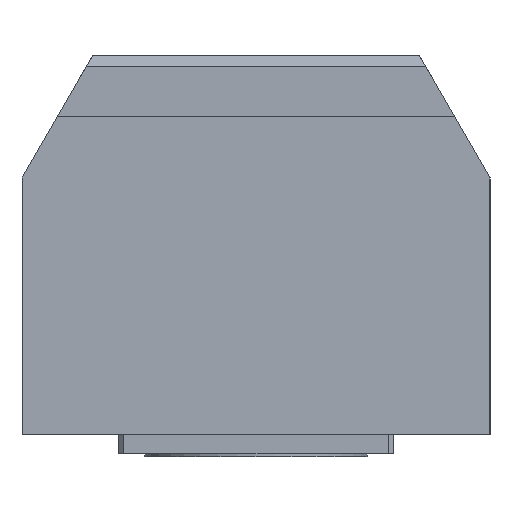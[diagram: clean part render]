
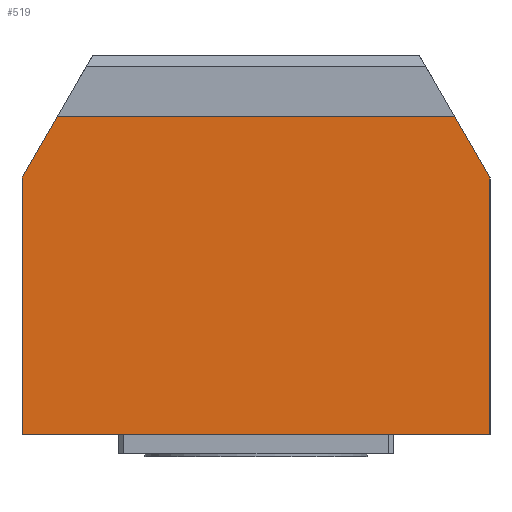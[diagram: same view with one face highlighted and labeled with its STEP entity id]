
A CAD part, left-side view. The second image highlights one B-rep face of the part: STEP entity #519.
In plain terms, the highlighted planar face has unit normal (-1, 0, 0).
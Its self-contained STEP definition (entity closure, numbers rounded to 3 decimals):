
#97=FACE_OUTER_BOUND('',#722,.T.);
#133=LINE('',#2174,#303);
#156=LINE('',#2398,#326);
#206=LINE('',#2499,#376);
#212=LINE('',#2510,#382);
#259=LINE('',#2605,#429);
#260=LINE('',#2607,#430);
#303=VECTOR('',#1746,1.);
#326=VECTOR('',#1863,1.);
#376=VECTOR('',#1943,1.);
#382=VECTOR('',#1955,1.);
#429=VECTOR('',#2032,1.);
#430=VECTOR('',#2033,1.);
#519=ADVANCED_FACE('',(#97),#590,.T.);
#590=PLANE('',#1679);
#722=EDGE_LOOP('',(#1045,#1046,#1047,#1048,#1049,#1050));
#1045=ORIENTED_EDGE('',*,*,#1375,.T.);
#1046=ORIENTED_EDGE('',*,*,#1479,.T.);
#1047=ORIENTED_EDGE('',*,*,#1480,.T.);
#1048=ORIENTED_EDGE('',*,*,#1432,.T.);
#1049=ORIENTED_EDGE('',*,*,#1426,.T.);
#1050=ORIENTED_EDGE('',*,*,#1325,.T.);
#1177=VERTEX_POINT('',#2157);
#1185=VERTEX_POINT('',#2173);
#1223=VERTEX_POINT('',#2397);
#1259=VERTEX_POINT('',#2497);
#1262=VERTEX_POINT('',#2511);
#1295=VERTEX_POINT('',#2606);
#1325=EDGE_CURVE('',#1177,#1185,#133,.T.);
#1375=EDGE_CURVE('',#1185,#1223,#156,.T.);
#1426=EDGE_CURVE('',#1259,#1177,#206,.T.);
#1432=EDGE_CURVE('',#1262,#1259,#212,.T.);
#1479=EDGE_CURVE('',#1223,#1295,#259,.T.);
#1480=EDGE_CURVE('',#1295,#1262,#260,.T.);
#1679=AXIS2_PLACEMENT_3D('',#2608,#2034,#2035);
#1746=DIRECTION('',(0.,0.,1.));
#1863=DIRECTION('',(0.,0.5,0.866));
#1943=DIRECTION('',(0.,-1.,0.));
#1955=DIRECTION('',(0.,0.,-1.));
#2032=DIRECTION('',(0.,1.,0.));
#2033=DIRECTION('',(0.,0.5,-0.866));
#2034=DIRECTION('',(-1.,0.,0.));
#2035=DIRECTION('',(0.,-1.,0.));
#2157=CARTESIAN_POINT('',(-129.,-42.,-46.));
#2173=CARTESIAN_POINT('',(-129.,-42.,0.));
#2174=CARTESIAN_POINT('',(-129.,-42.,-46.));
#2397=CARTESIAN_POINT('',(-129.,-35.649,11.));
#2398=CARTESIAN_POINT('',(-129.,-42.,0.));
#2497=CARTESIAN_POINT('',(-129.,42.,-46.));
#2499=CARTESIAN_POINT('',(-129.,-42.,-46.));
#2510=CARTESIAN_POINT('',(-129.,42.,0.));
#2511=CARTESIAN_POINT('',(-129.,42.,0.));
#2605=CARTESIAN_POINT('',(-129.,-103.57,11.));
#2606=CARTESIAN_POINT('',(-129.,35.649,11.));
#2607=CARTESIAN_POINT('',(-129.,42.,0.));
#2608=CARTESIAN_POINT('',(-129.,-42.,22.));
